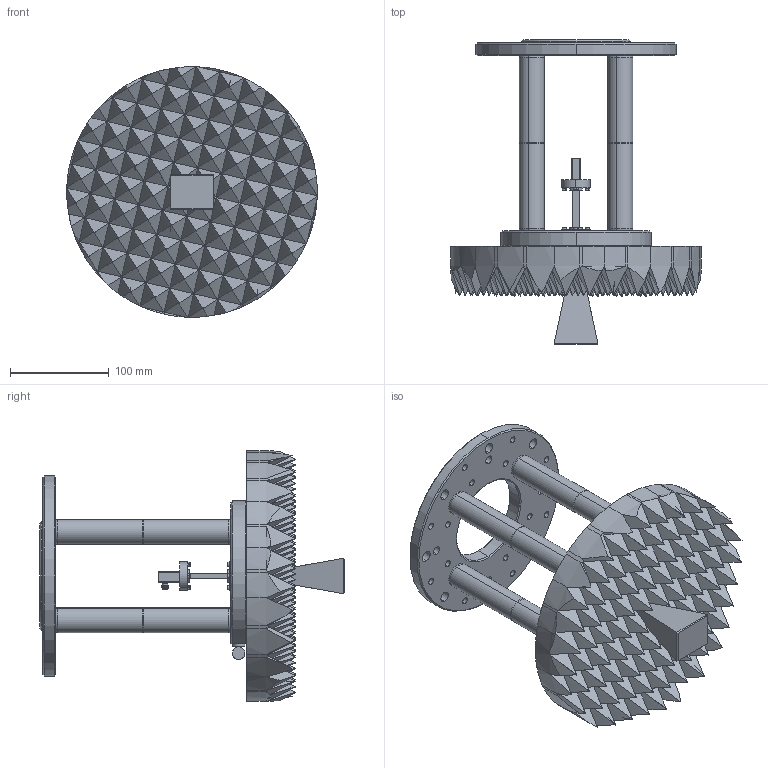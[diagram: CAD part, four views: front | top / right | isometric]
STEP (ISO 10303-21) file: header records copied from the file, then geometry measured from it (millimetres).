
FILE_DESCRIPTION (( 'STEP AP203' ), '1' );
FILE_NAME ('STY-MAA-AZ-19VF-R1.STEP', '2024-05-01T22:00:35', ( '' ), ( '' ), 'SwSTEP 2.0', 'SolidWorks 2021', '' );
FILE_SCHEMA (( 'CONFIG_CONTROL_DESIGN' ));
Length unit declared in the file: inch
Products named in the file (1): STY-MAA-AZ-19VF-R1
Bounding box: 253.91 x 308.53 x 253.91 mm (x, y, z)
Volume: 2534182.8 mm3; surface area: 499041.7 mm2
Topology: 83 solids, 91 shells, 1440 faces, 3115 edges, 1905 vertices
Faces by surface type: plane 622, bspline 383, cylinder 343, cone 76, torus 16
Entity records: 44468 total; most frequent: CARTESIAN_POINT 14944, ORIENTED_EDGE 6222, DIRECTION 5313, EDGE_CURVE 3111, VECTOR 1917, LINE 1917, VERTEX_POINT 1905, AXIS2_PLACEMENT_3D 1698
